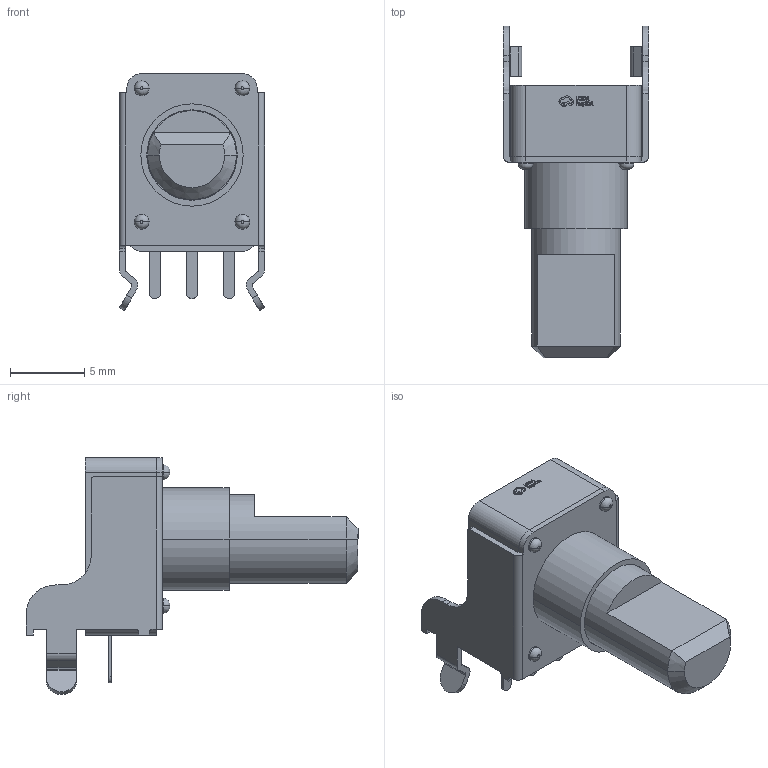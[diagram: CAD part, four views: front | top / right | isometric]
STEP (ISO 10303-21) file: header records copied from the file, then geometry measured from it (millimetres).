
FILE_DESCRIPTION (( 'STEP AP214' ), '1' );
FILE_NAME ('RES-ADJ-TH_R09051N0-FB20B7.0-B103-000.STEP', '2024-11-16T09:54:37', ( 'User' ), ( 'China' ), 'SwSTEP 2.0', 'SolidWorks 2020', '' );
FILE_SCHEMA (( 'AUTOMOTIVE_DESIGN' ));
Length unit declared in the file: millimetre
Products named in the file (1): RES-ADJ-TH_R09051N0-FB20B7.0-B103-000
Bounding box: 9.8 x 22.4 x 16.01 mm (x, y, z)
Volume: 970 mm3; surface area: 1327.2 mm2
Topology: 2 solids, 2 shells, 360 faces, 972 edges, 644 vertices
Faces by surface type: plane 197, bspline 98, cylinder 54, torus 8, cone 3
Entity records: 15790 total; most frequent: CARTESIAN_POINT 3289, ORIENTED_EDGE 1944, DIRECTION 1425, EDGE_CURVE 972, VERTEX_POINT 644, VECTOR 641, LINE 641, AXIS2_PLACEMENT_3D 392
